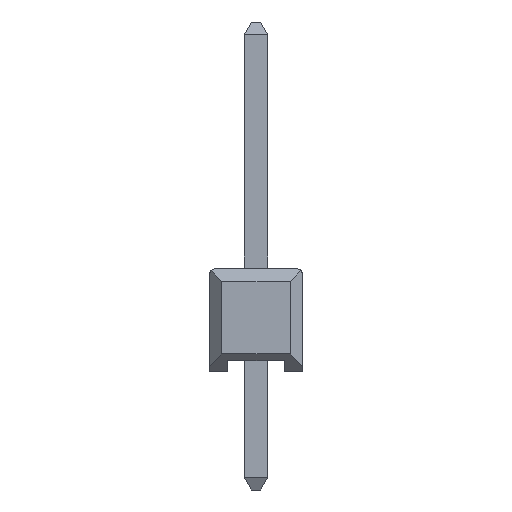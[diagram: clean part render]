
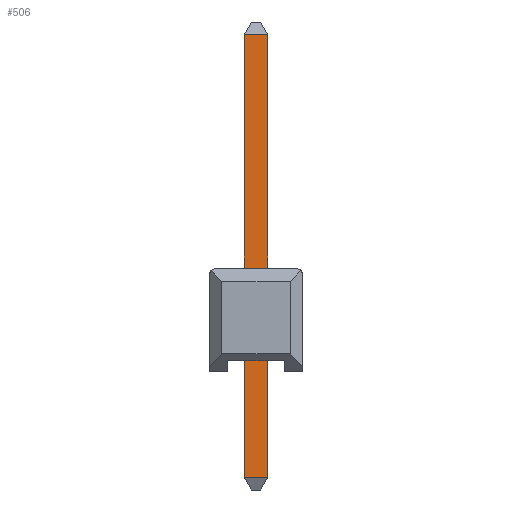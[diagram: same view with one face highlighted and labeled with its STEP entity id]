
A CAD part, left-side view. The second image highlights one B-rep face of the part: STEP entity #506.
In plain terms, the highlighted planar face has unit normal (-1, 0, 0).
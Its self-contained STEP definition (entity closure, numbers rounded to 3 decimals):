
#506=ADVANCED_FACE('',(#760),#8713,.T.);
#760=FACE_OUTER_BOUND('',#1028,.T.);
#1028=EDGE_LOOP('',(#2263,#2264,#2265,#2266));
#2263=ORIENTED_EDGE('',*,*,#6141,.T.);
#2264=ORIENTED_EDGE('',*,*,#6140,.F.);
#2265=ORIENTED_EDGE('',*,*,#6142,.T.);
#2266=ORIENTED_EDGE('',*,*,#6131,.F.);
#3519=PCURVE('',#8496,#4787);
#3530=PCURVE('',#8497,#4798);
#3531=PCURVE('',#8713,#4799);
#3532=PCURVE('',#8713,#4800);
#3533=PCURVE('',#8713,#4801);
#3534=PCURVE('',#8713,#4802);
#3552=PCURVE('',#8718,#4820);
#3565=PCURVE('',#8721,#4833);
#4787=DEFINITIONAL_REPRESENTATION('',(#7976),#15306);
#4798=DEFINITIONAL_REPRESENTATION('',(#7996),#15306);
#4799=DEFINITIONAL_REPRESENTATION('',(#7998),#15306);
#4800=DEFINITIONAL_REPRESENTATION('',(#7999),#15306);
#4801=DEFINITIONAL_REPRESENTATION('',(#8001),#15306);
#4802=DEFINITIONAL_REPRESENTATION('',(#8002),#15306);
#4820=DEFINITIONAL_REPRESENTATION('',(#8028),#15306);
#4833=DEFINITIONAL_REPRESENTATION('',(#8048),#15306);
#5473=SURFACE_CURVE('',#7975,(#3519,#3534),.PCURVE_S1.);
#5482=SURFACE_CURVE('',#7995,(#3530,#3532),.PCURVE_S1.);
#5483=SURFACE_CURVE('',#7997,(#3531,#3552),.PCURVE_S1.);
#5484=SURFACE_CURVE('',#8000,(#3533,#3565),.PCURVE_S1.);
#6131=EDGE_CURVE('',#8470,#8468,#5473,.T.);
#6140=EDGE_CURVE('',#8474,#8475,#5482,.T.);
#6141=EDGE_CURVE('',#8470,#8475,#5483,.T.);
#6142=EDGE_CURVE('',#8474,#8468,#5484,.T.);
#7975=B_SPLINE_CURVE_WITH_KNOTS('',1,(#14778,#14779),.UNSPECIFIED.,.F.,.F.,
(2,2),(-20.383,-11.156),.UNSPECIFIED.);
#7976=B_SPLINE_CURVE_WITH_KNOTS('',1,(#14780,#14781),.UNSPECIFIED.,.F.,.F.,
(2,2),(-20.383,-11.156),.UNSPECIFIED.);
#7995=B_SPLINE_CURVE_WITH_KNOTS('',1,(#14824,#14825),.UNSPECIFIED.,.F.,.F.,
(2,2),(-10.526,-1.298),.UNSPECIFIED.);
#7996=B_SPLINE_CURVE_WITH_KNOTS('',1,(#14826,#14827),.UNSPECIFIED.,.F.,.F.,
(2,2),(-10.526,-1.298),.UNSPECIFIED.);
#7997=B_SPLINE_CURVE_WITH_KNOTS('',1,(#14828,#14829),.UNSPECIFIED.,.F.,.F.,
(2,2),(0.,0.63),.UNSPECIFIED.);
#7998=B_SPLINE_CURVE_WITH_KNOTS('',1,(#14830,#14831),.UNSPECIFIED.,.F.,.F.,
(2,2),(0.,0.63),.UNSPECIFIED.);
#7999=B_SPLINE_CURVE_WITH_KNOTS('',1,(#14832,#14833),.UNSPECIFIED.,.F.,.F.,
(2,2),(-10.526,-1.298),.UNSPECIFIED.);
#8000=B_SPLINE_CURVE_WITH_KNOTS('',1,(#14834,#14835),.UNSPECIFIED.,.F.,.F.,
(2,2),(10.526,11.156),.UNSPECIFIED.);
#8001=B_SPLINE_CURVE_WITH_KNOTS('',1,(#14836,#14837),.UNSPECIFIED.,.F.,.F.,
(2,2),(10.526,11.156),.UNSPECIFIED.);
#8002=B_SPLINE_CURVE_WITH_KNOTS('',1,(#14838,#14839),.UNSPECIFIED.,.F.,.F.,
(2,2),(-20.383,-11.156),.UNSPECIFIED.);
#8028=B_SPLINE_CURVE_WITH_KNOTS('',1,(#14890,#14891),.UNSPECIFIED.,.F.,.F.,
(2,2),(0.,0.63),.UNSPECIFIED.);
#8048=B_SPLINE_CURVE_WITH_KNOTS('',1,(#14930,#14931),.UNSPECIFIED.,.F.,.F.,
(2,2),(10.526,11.156),.UNSPECIFIED.);
#8468=VERTEX_POINT('',#14762);
#8470=VERTEX_POINT('',#14764);
#8474=VERTEX_POINT('',#14768);
#8475=VERTEX_POINT('',#14769);
#8496=B_SPLINE_SURFACE_WITH_KNOTS('',1,1,((#14742,#14743),(#14744,#14745)),
 .UNSPECIFIED.,.F.,.F.,.F.,(2,2),(2,2),(-9.358,0.093),
(-0.64,0.01),.UNSPECIFIED.);
#8497=B_SPLINE_SURFACE_WITH_KNOTS('',1,1,((#14747,#14748),(#14749,#14750)),
 .UNSPECIFIED.,.F.,.F.,.F.,(2,2),(2,2),(-0.64,0.01),(-9.358,
0.093),.UNSPECIFIED.);
#8713=PLANE('',#8959);
#8718=PLANE('',#8964);
#8721=PLANE('',#8967);
#8959=AXIS2_PLACEMENT_3D('',#14751,#9190,$);
#8964=AXIS2_PLACEMENT_3D('',#14756,#9195,$);
#8967=AXIS2_PLACEMENT_3D('',#14759,#9198,$);
#9190=DIRECTION('',(-1.,0.,0.));
#9195=DIRECTION('',(-0.873,0.,0.488));
#9198=DIRECTION('',(-0.873,0.,-0.487));
#14742=CARTESIAN_POINT('',(-0.325,-0.315,9.326));
#14743=CARTESIAN_POINT('',(0.325,-0.315,9.326));
#14744=CARTESIAN_POINT('',(-0.325,-0.315,-2.981));
#14745=CARTESIAN_POINT('',(0.325,-0.315,-2.981));
#14747=CARTESIAN_POINT('',(-0.325,0.315,9.326));
#14748=CARTESIAN_POINT('',(-0.325,0.315,-2.981));
#14749=CARTESIAN_POINT('',(0.325,0.315,9.326));
#14750=CARTESIAN_POINT('',(0.325,0.315,-2.981));
#14751=CARTESIAN_POINT('',(-0.315,-0.325,9.326));
#14756=CARTESIAN_POINT('',(-0.12,-0.325,9.504));
#14759=CARTESIAN_POINT('',(-0.12,-0.325,-3.209));
#14762=CARTESIAN_POINT('',(-0.315,-0.315,-2.86));
#14764=CARTESIAN_POINT('',(-0.315,-0.315,9.156));
#14768=CARTESIAN_POINT('',(-0.315,0.315,-2.86));
#14769=CARTESIAN_POINT('',(-0.315,0.315,9.156));
#14778=CARTESIAN_POINT('',(-0.315,-0.315,9.156));
#14779=CARTESIAN_POINT('',(-0.315,-0.315,-2.86));
#14780=CARTESIAN_POINT('',(-9.227,-0.63));
#14781=CARTESIAN_POINT('',(0.,-0.63));
#14824=CARTESIAN_POINT('',(-0.315,0.315,-2.86));
#14825=CARTESIAN_POINT('',(-0.315,0.315,9.156));
#14826=CARTESIAN_POINT('',(-0.63,0.));
#14827=CARTESIAN_POINT('',(-0.63,-9.227));
#14828=CARTESIAN_POINT('',(-0.315,-0.315,9.156));
#14829=CARTESIAN_POINT('',(-0.315,0.315,9.156));
#14830=CARTESIAN_POINT('',(0.,0.038));
#14831=CARTESIAN_POINT('',(0.63,0.038));
#14832=CARTESIAN_POINT('',(0.63,9.266));
#14833=CARTESIAN_POINT('',(0.63,0.038));
#14834=CARTESIAN_POINT('',(-0.315,0.315,-2.86));
#14835=CARTESIAN_POINT('',(-0.315,-0.315,-2.86));
#14836=CARTESIAN_POINT('',(0.63,9.266));
#14837=CARTESIAN_POINT('',(0.,9.266));
#14838=CARTESIAN_POINT('',(0.,0.038));
#14839=CARTESIAN_POINT('',(0.,9.266));
#14890=CARTESIAN_POINT('',(-0.44,0.39));
#14891=CARTESIAN_POINT('',(0.19,0.39));
#14930=CARTESIAN_POINT('',(0.389,0.19));
#14931=CARTESIAN_POINT('',(0.389,-0.44));
#15306=(
GEOMETRIC_REPRESENTATION_CONTEXT(2)
PARAMETRIC_REPRESENTATION_CONTEXT()
REPRESENTATION_CONTEXT('pspace','')
);
